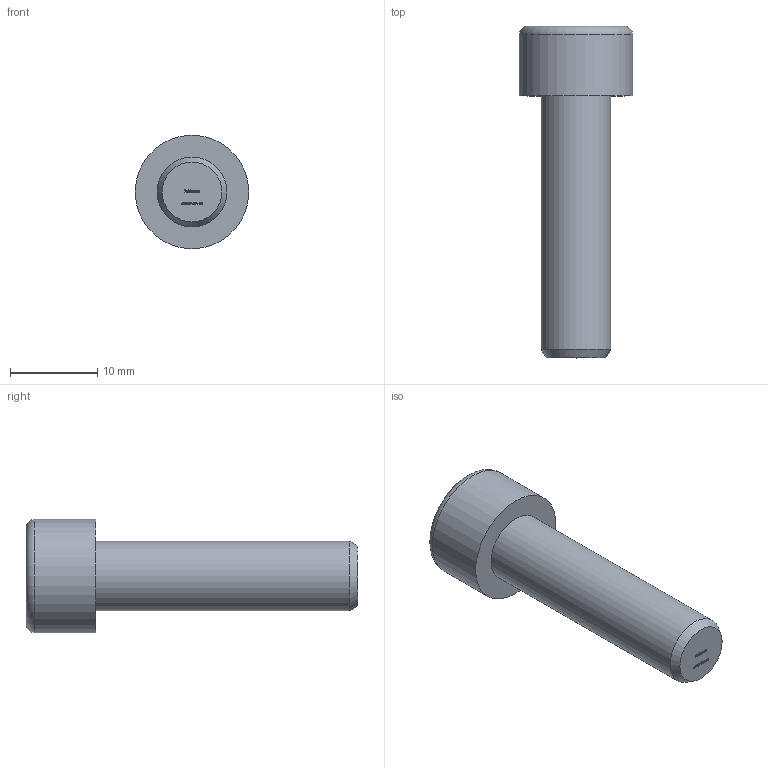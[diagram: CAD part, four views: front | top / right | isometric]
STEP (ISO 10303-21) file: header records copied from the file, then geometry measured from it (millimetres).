
FILE_DESCRIPTION (( 'STEP AP203' ), '1' );
FILE_NAME ('58333-V4A-30.step', '2020-01-21T10:29:01', ( '' ), ( '' ), 'SwSTEP 2.0', 'SolidWorks 2015', '' );
FILE_SCHEMA (( 'CONFIG_CONTROL_DESIGN' ));
Length unit declared in the file: millimetre
Products named in the file (2): 58333-V4A-30
Bounding box: 13 x 38 x 13 mm (x, y, z)
Volume: 2425 mm3; surface area: 1402.3 mm2
Topology: 1 solids, 1 shells, 297 faces, 791 edges, 526 vertices
Faces by surface type: plane 154, bspline 138, cylinder 2, cone 2, torus 1
Full cylindrical faces by diameter (mm): 8 x1, 13 x1
Entity records: 16579 total; most frequent: CARTESIAN_POINT 10000, ORIENTED_EDGE 1566, DIRECTION 841, EDGE_CURVE 783, VERTEX_POINT 522, LINE 495, VECTOR 495, EDGE_LOOP 331
